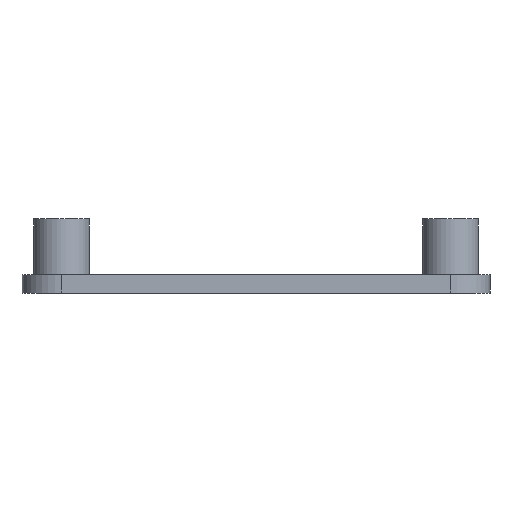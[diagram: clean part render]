
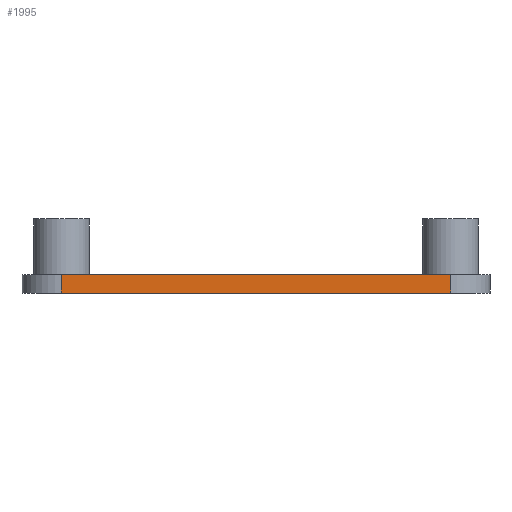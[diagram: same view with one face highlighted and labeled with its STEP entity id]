
A CAD part, front view. The second image highlights one B-rep face of the part: STEP entity #1995.
In plain terms, the highlighted planar face has unit normal (0, -1, 0).
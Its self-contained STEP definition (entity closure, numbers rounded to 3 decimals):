
#138 = VERTEX_POINT('',#139);
#139 = CARTESIAN_POINT('',(21.,-43.25,24.4));
#146 = EDGE_CURVE('',#138,#147,#149,.T.);
#147 = VERTEX_POINT('',#148);
#148 = CARTESIAN_POINT('',(-21.,-43.25,24.4));
#149 = LINE('',#150,#151);
#150 = CARTESIAN_POINT('',(21.,-43.25,24.4));
#151 = VECTOR('',#152,1.);
#152 = DIRECTION('',(-1.,-0.,0.));
#1040 = VERTEX_POINT('',#1041);
#1041 = CARTESIAN_POINT('',(21.,-43.25,22.4));
#1048 = EDGE_CURVE('',#1040,#1049,#1051,.T.);
#1049 = VERTEX_POINT('',#1050);
#1050 = CARTESIAN_POINT('',(-21.,-43.25,22.4));
#1051 = LINE('',#1052,#1053);
#1052 = CARTESIAN_POINT('',(21.,-43.25,22.4));
#1053 = VECTOR('',#1054,1.);
#1054 = DIRECTION('',(-1.,-0.,0.));
#1965 = EDGE_CURVE('',#147,#1049,#1966,.T.);
#1966 = LINE('',#1967,#1968);
#1967 = CARTESIAN_POINT('',(-21.,-43.25,24.4));
#1968 = VECTOR('',#1969,1.);
#1969 = DIRECTION('',(0.,0.,-1.));
#1984 = EDGE_CURVE('',#138,#1040,#1985,.T.);
#1985 = LINE('',#1986,#1987);
#1986 = CARTESIAN_POINT('',(21.,-43.25,24.4));
#1987 = VECTOR('',#1988,1.);
#1988 = DIRECTION('',(0.,0.,-1.));
#1995 = ADVANCED_FACE('',(#1996),#2002,.F.);
#1996 = FACE_BOUND('',#1997,.F.);
#1997 = EDGE_LOOP('',(#1998,#1999,#2000,#2001));
#1998 = ORIENTED_EDGE('',*,*,#1984,.T.);
#1999 = ORIENTED_EDGE('',*,*,#1048,.T.);
#2000 = ORIENTED_EDGE('',*,*,#1965,.F.);
#2001 = ORIENTED_EDGE('',*,*,#146,.F.);
#2002 = PLANE('',#2003);
#2003 = AXIS2_PLACEMENT_3D('',#2004,#2005,#2006);
#2004 = CARTESIAN_POINT('',(21.,-43.25,24.4));
#2005 = DIRECTION('',(0.,1.,0.));
#2006 = DIRECTION('',(-1.,-0.,0.));
